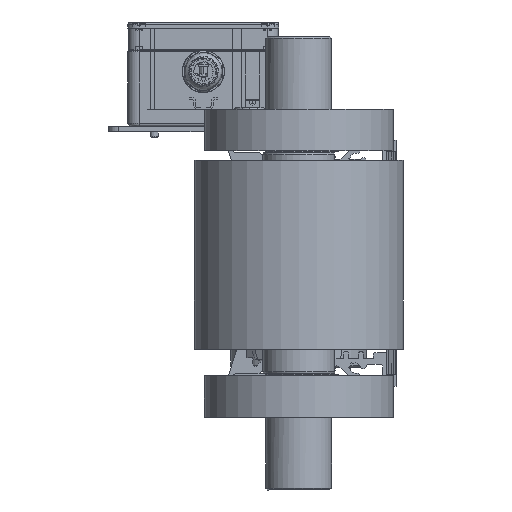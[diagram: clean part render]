
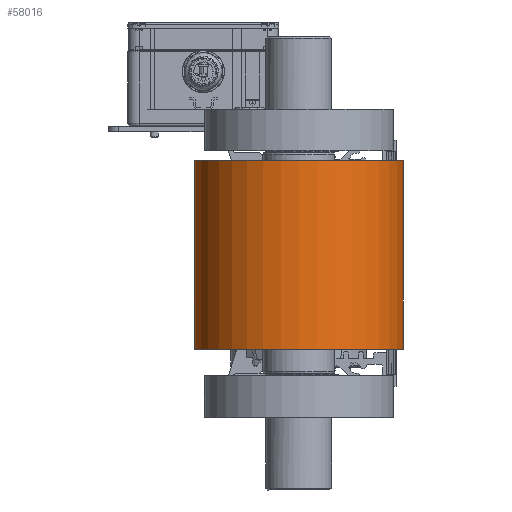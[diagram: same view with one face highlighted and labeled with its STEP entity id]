
A CAD part, left-side view. The second image highlights one B-rep face of the part: STEP entity #58016.
In plain terms, the highlighted cylindrical face has radius 55.205 mm (diameter 110.41 mm), a partial arc.
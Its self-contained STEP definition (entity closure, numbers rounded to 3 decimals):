
#608=CYLINDRICAL_SURFACE('',#61194,55.205);
#1313=CIRCLE('',#61144,55.205);
#1334=CIRCLE('',#61166,55.205);
#5414=FACE_OUTER_BOUND('',#8554,.T.);
#8554=EDGE_LOOP('',(#36776,#36777,#36778,#36779));
#12165=LINE('',#156019,#17093);
#12166=LINE('',#156021,#17094);
#17093=VECTOR('',#66952,10.);
#17094=VECTOR('',#66955,10.);
#22206=VERTEX_POINT('',#155951);
#22209=VERTEX_POINT('',#155956);
#22213=VERTEX_POINT('',#155984);
#22214=VERTEX_POINT('',#155986);
#27879=EDGE_CURVE('',#22209,#22206,#1313,.T.);
#27902=EDGE_CURVE('',#22214,#22213,#1334,.T.);
#27926=EDGE_CURVE('',#22209,#22214,#12165,.T.);
#27927=EDGE_CURVE('',#22206,#22213,#12166,.T.);
#36776=ORIENTED_EDGE('',*,*,#27902,.T.);
#36777=ORIENTED_EDGE('',*,*,#27927,.F.);
#36778=ORIENTED_EDGE('',*,*,#27879,.F.);
#36779=ORIENTED_EDGE('',*,*,#27926,.T.);
#58016=ADVANCED_FACE('',(#5414),#608,.T.);
#61144=AXIS2_PLACEMENT_3D('',#155958,#66846,#66847);
#61166=AXIS2_PLACEMENT_3D('',#155987,#66892,#66893);
#61194=AXIS2_PLACEMENT_3D('',#156020,#66953,#66954);
#66846=DIRECTION('center_axis',(0.,0.,
-1.));
#66847=DIRECTION('ref_axis',(0.,-1.,0.));
#66892=DIRECTION('center_axis',(0.,0.,
-1.));
#66893=DIRECTION('ref_axis',(0.,-1.,0.));
#66952=DIRECTION('',(0.,0.,1.));
#66953=DIRECTION('center_axis',(0.,0.,
1.));
#66954=DIRECTION('ref_axis',(0.,-1.,0.));
#66955=DIRECTION('',(0.,0.,1.));
#155951=CARTESIAN_POINT('',(-222.052,36.083,41.394));
#155956=CARTESIAN_POINT('',(-222.048,-74.327,41.394));
#155958=CARTESIAN_POINT('Origin',(-222.05,-19.122,41.394));
#155984=CARTESIAN_POINT('',(-222.052,36.083,141.394));
#155986=CARTESIAN_POINT('',(-222.048,-74.327,141.394));
#155987=CARTESIAN_POINT('Origin',(-222.05,-19.122,141.394));
#156019=CARTESIAN_POINT('',(-222.048,-74.327,41.394));
#156020=CARTESIAN_POINT('Origin',(-222.05,-19.122,41.394));
#156021=CARTESIAN_POINT('',(-222.052,36.083,41.394));
